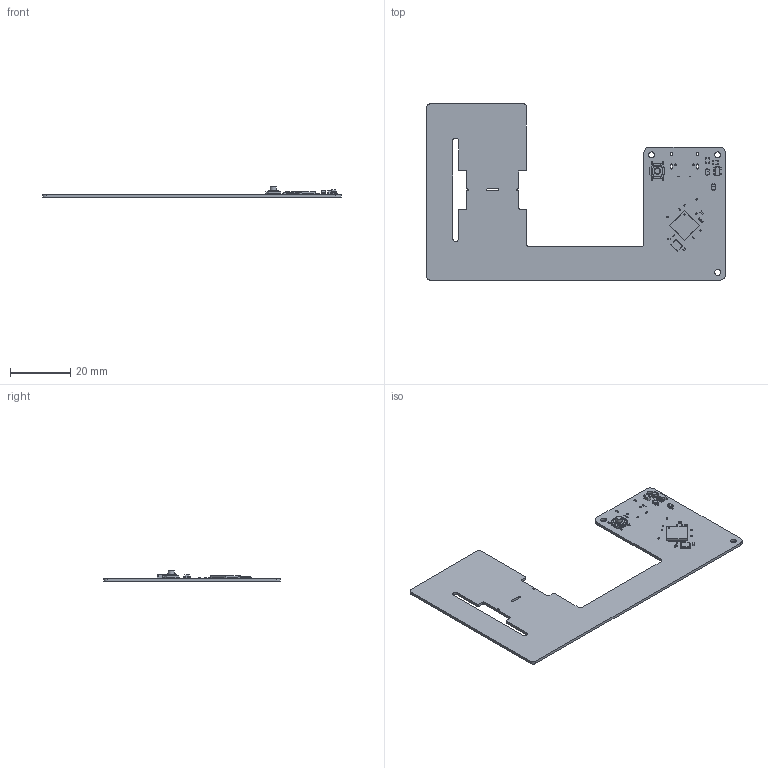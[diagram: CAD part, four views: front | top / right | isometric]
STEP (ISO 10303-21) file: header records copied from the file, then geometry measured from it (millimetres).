
FILE_DESCRIPTION(('KiCad electronic assembly'),'2;1');
FILE_NAME('OneBoardFlex.step','2025-08-04T00:28:35',('Pcbnew'),('Kicad') ,'Open CASCADE STEP processor 7.9','KiCad to STEP converter','Unknown' );
FILE_SCHEMA(('AUTOMOTIVE_DESIGN { 1 0 10303 214 1 1 1 1 }'));
Length unit declared in the file: millimetre
Products named in the file (11): OneBoardFlex 1; C_0201_0603Metric; D_SOD-323; R_0201_0603Metric; C_0402_1005Metric; C_0805_2012Metric; Crystal_SMD_3225-4Pin_3.2x2.5mm; QFN-56-1EP_7x7mm_P0.4mm_EP3.2x3.2mm; SOT-23-5; TS-1187A-C-E-B; OneBoardFlex_PCB
Assembly tree (26 placements, depth 2):
  OneBoardFlex 1
    C_0201_0603Metric  x9
    D_SOD-323  x2
    R_0201_0603Metric  x6
    C_0402_1005Metric  x2
    C_0805_2012Metric  x2
    Crystal_SMD_3225-4Pin_3.2x2.5mm
    QFN-56-1EP_7x7mm_P0.4mm_EP3.2x3.2mm
    SOT-23-5
    TS-1187A-C-E-B
    OneBoardFlex_PCB
Bounding box: 99.6 x 58.8 x 3.5 mm (x, y, z)
Volume: 3226.2 mm3; surface area: 7730 mm2
Topology: 32 solids, 32 shells, 1491 faces, 3994 edges, 2579 vertices
Faces by surface type: plane 987, cylinder 415, bspline 48, sphere 24, torus 17
Full cylindrical faces by diameter (mm): 0.4 x1, 0.65 x2, 2 x4, 2.2 x2
Entity records: 37627 total; most frequent: CARTESIAN_POINT 5742, ORIENTED_EDGE 5524, DIRECTION 5262, EDGE_CURVE 2762, LINE 2200, VECTOR 2200, VERTEX_POINT 1787, AXIS2_PLACEMENT_3D 1531
